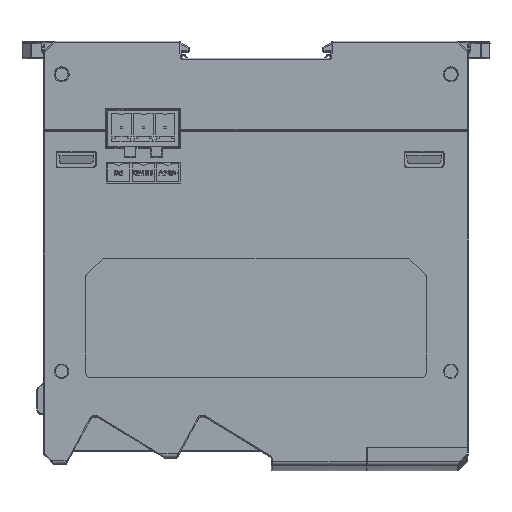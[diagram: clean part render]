
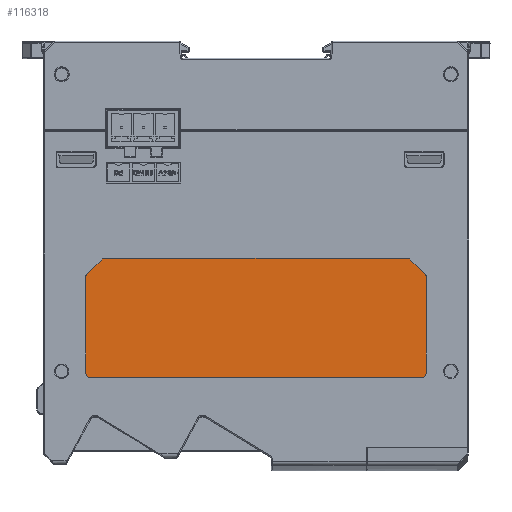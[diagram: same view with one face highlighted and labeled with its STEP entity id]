
A CAD part, left-side view. The second image highlights one B-rep face of the part: STEP entity #116318.
In plain terms, the highlighted planar face has unit normal (-1, 0, 0).
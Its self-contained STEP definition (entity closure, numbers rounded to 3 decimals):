
#72328=CARTESIAN_POINT('',(-19.7,89.5,6.967));
#72329=DIRECTION('',(1.,0.,0.));
#72330=DIRECTION('',(0.,0.707,-0.707));
#72331=AXIS2_PLACEMENT_3D('',#72328,#72329,#72330);
#72333=CARTESIAN_POINT('',(-19.7,89.,29.76));
#72334=DIRECTION('',(1.,0.,0.));
#72335=DIRECTION('',(0.,1.,0.));
#72336=AXIS2_PLACEMENT_3D('',#72333,#72334,#72335);
#72338=CARTESIAN_POINT('',(-19.7,11.,29.76));
#72339=DIRECTION('',(1.,0.,0.));
#72340=DIRECTION('',(0.,0.,1.));
#72341=AXIS2_PLACEMENT_3D('',#72338,#72339,#72340);
#72343=CARTESIAN_POINT('',(-19.7,10.5,6.967));
#72344=DIRECTION('',(1.,0.,0.));
#72345=DIRECTION('',(0.,-1.,0.));
#72346=AXIS2_PLACEMENT_3D('',#72343,#72344,#72345);
#72348=DIRECTION('',(0.,0.707,-0.707));
#72349=VECTOR('',#72348,5.243);
#72350=CARTESIAN_POINT('',(-19.7,10.146,6.614));
#72351=LINE('',#72350,#72349);
#72352=CARTESIAN_POINT('',(-19.7,14.207,3.26));
#72353=DIRECTION('',(1.,0.,0.));
#72354=DIRECTION('',(0.,-0.707,-0.707));
#72355=AXIS2_PLACEMENT_3D('',#72352,#72353,#72354);
#72357=CARTESIAN_POINT('',(-19.7,85.793,3.26));
#72358=DIRECTION('',(1.,0.,0.));
#72359=DIRECTION('',(0.,0.,-1.));
#72360=AXIS2_PLACEMENT_3D('',#72357,#72358,#72359);
#72362=DIRECTION('',(0.,0.707,0.707));
#72363=VECTOR('',#72362,5.243);
#72364=CARTESIAN_POINT('',(-19.7,86.146,2.906));
#72365=LINE('',#72364,#72363);
#72366=DIRECTION('',(0.,0.,-1.));
#72367=VECTOR('',#72366,22.793);
#72368=CARTESIAN_POINT('',(-19.7,90.,29.76));
#72369=LINE('',#72368,#72367);
#72378=DIRECTION('',(0.,1.,0.));
#72379=VECTOR('',#72378,78.);
#72380=CARTESIAN_POINT('',(-19.7,11.,30.76));
#72381=LINE('',#72380,#72379);
#72390=DIRECTION('',(0.,0.,1.));
#72391=VECTOR('',#72390,22.793);
#72392=CARTESIAN_POINT('',(-19.7,10.,6.967));
#72393=LINE('',#72392,#72391);
#72410=DIRECTION('',(0.,-1.,0.));
#72411=VECTOR('',#72410,71.586);
#72412=CARTESIAN_POINT('',(-19.7,85.793,2.76));
#72413=LINE('',#72412,#72411);
#79619=CARTESIAN_POINT('',(-19.7,89.854,6.614));
#79620=VERTEX_POINT('',#79619);
#79621=CARTESIAN_POINT('',(-19.7,86.146,2.906));
#79622=VERTEX_POINT('',#79621);
#79623=CARTESIAN_POINT('',(-19.7,90.,6.967));
#79624=VERTEX_POINT('',#79623);
#79625=CARTESIAN_POINT('',(-19.7,90.,29.76));
#79626=VERTEX_POINT('',#79625);
#79627=CARTESIAN_POINT('',(-19.7,89.,30.76));
#79628=VERTEX_POINT('',#79627);
#79629=CARTESIAN_POINT('',(-19.7,11.,30.76));
#79630=VERTEX_POINT('',#79629);
#79631=CARTESIAN_POINT('',(-19.7,10.,29.76));
#79632=VERTEX_POINT('',#79631);
#79633=CARTESIAN_POINT('',(-19.7,10.,6.967));
#79634=VERTEX_POINT('',#79633);
#79635=CARTESIAN_POINT('',(-19.7,10.146,6.614));
#79636=VERTEX_POINT('',#79635);
#79637=CARTESIAN_POINT('',(-19.7,13.854,2.906));
#79638=VERTEX_POINT('',#79637);
#79639=CARTESIAN_POINT('',(-19.7,14.207,2.76));
#79640=VERTEX_POINT('',#79639);
#79641=CARTESIAN_POINT('',(-19.7,85.793,2.76));
#79642=VERTEX_POINT('',#79641);
#116289=CARTESIAN_POINT('',(-19.7,0.,0.));
#116290=DIRECTION('',(-1.,0.,0.));
#116291=DIRECTION('',(0.,0.,-1.));
#116292=AXIS2_PLACEMENT_3D('',#116289,#116290,#116291);
#116293=PLANE('',#116292);
#116294=ORIENTED_EDGE('',*,*,#116280,.T.);
#116296=ORIENTED_EDGE('',*,*,#116295,.F.);
#116298=ORIENTED_EDGE('',*,*,#116297,.T.);
#116300=ORIENTED_EDGE('',*,*,#116299,.F.);
#116302=ORIENTED_EDGE('',*,*,#116301,.T.);
#116304=ORIENTED_EDGE('',*,*,#116303,.F.);
#116306=ORIENTED_EDGE('',*,*,#116305,.T.);
#116308=ORIENTED_EDGE('',*,*,#116307,.T.);
#116310=ORIENTED_EDGE('',*,*,#116309,.T.);
#116312=ORIENTED_EDGE('',*,*,#116311,.F.);
#116314=ORIENTED_EDGE('',*,*,#116313,.T.);
#116315=ORIENTED_EDGE('',*,*,#116267,.T.);
#116316=EDGE_LOOP('',(#116294,#116296,#116298,#116300,#116302,#116304,#116306,
#116308,#116310,#116312,#116314,#116315));
#116317=FACE_OUTER_BOUND('',#116316,.F.);
#116318=ADVANCED_FACE('',(#116317),#116293,.T.);
#72332=CIRCLE('',#72331,0.5);
#72337=CIRCLE('',#72336,1.);
#72342=CIRCLE('',#72341,1.);
#72347=CIRCLE('',#72346,0.5);
#72356=CIRCLE('',#72355,0.5);
#72361=CIRCLE('',#72360,0.5);
#116267=EDGE_CURVE('',#79622,#79620,#72365,.T.);
#116280=EDGE_CURVE('',#79620,#79624,#72332,.T.);
#116295=EDGE_CURVE('',#79626,#79624,#72369,.T.);
#116297=EDGE_CURVE('',#79626,#79628,#72337,.T.);
#116299=EDGE_CURVE('',#79630,#79628,#72381,.T.);
#116301=EDGE_CURVE('',#79630,#79632,#72342,.T.);
#116303=EDGE_CURVE('',#79634,#79632,#72393,.T.);
#116305=EDGE_CURVE('',#79634,#79636,#72347,.T.);
#116307=EDGE_CURVE('',#79636,#79638,#72351,.T.);
#116309=EDGE_CURVE('',#79638,#79640,#72356,.T.);
#116311=EDGE_CURVE('',#79642,#79640,#72413,.T.);
#116313=EDGE_CURVE('',#79642,#79622,#72361,.T.);
